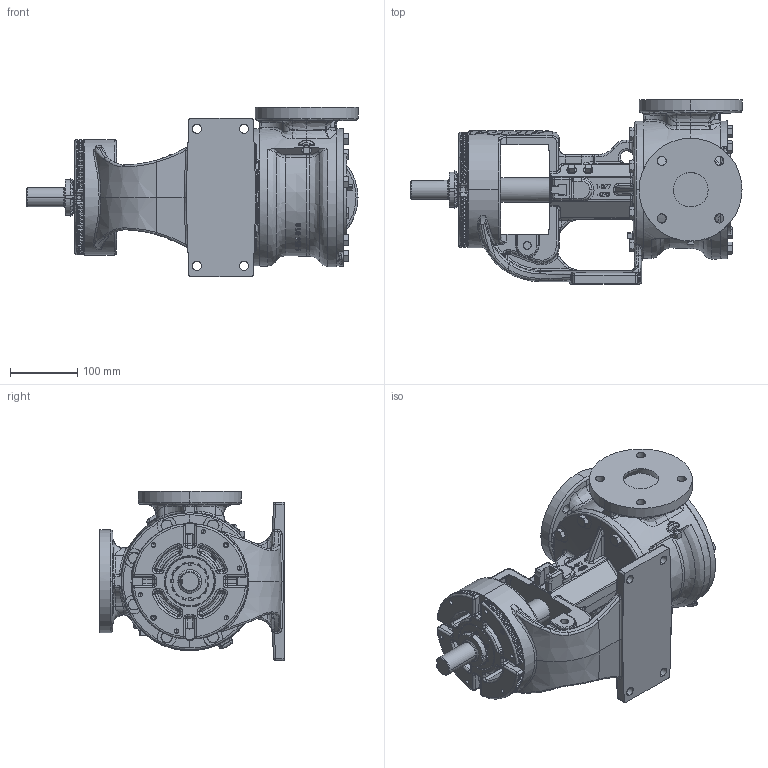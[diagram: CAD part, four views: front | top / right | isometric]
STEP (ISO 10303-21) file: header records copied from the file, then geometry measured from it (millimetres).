
FILE_DESCRIPTION (( 'STEP AP214' ), '1' );
FILE_NAME ('K123A.STEP', '2016-08-22T18:45:45', ( '' ), ( '' ), 'SwSTEP 2.0', 'SolidWorks 2015', '' );
FILE_SCHEMA (( 'AUTOMOTIVE_DESIGN' ));
Length unit declared in the file: inch
Products named in the file (1): K123A
Bounding box: 492 x 273.05 x 250.82 mm (x, y, z)
Volume: 8304293.9 mm3; surface area: 575546.9 mm2
Topology: 1 solids, 1 shells, 2992 faces, 7793 edges, 4813 vertices
Faces by surface type: bspline 922, plane 888, cone 673, cylinder 509
Entity records: 265025 total; most frequent: CARTESIAN_POINT 165264, ORIENTED_EDGE 15402, DIRECTION 8417, EDGE_CURVE 7701, VERTEX_POINT 4813, B_SPLINE_CURVE_WITH_KNOTS 4283, EDGE_LOOP 3132, AXIS2_PLACEMENT_3D 3060
